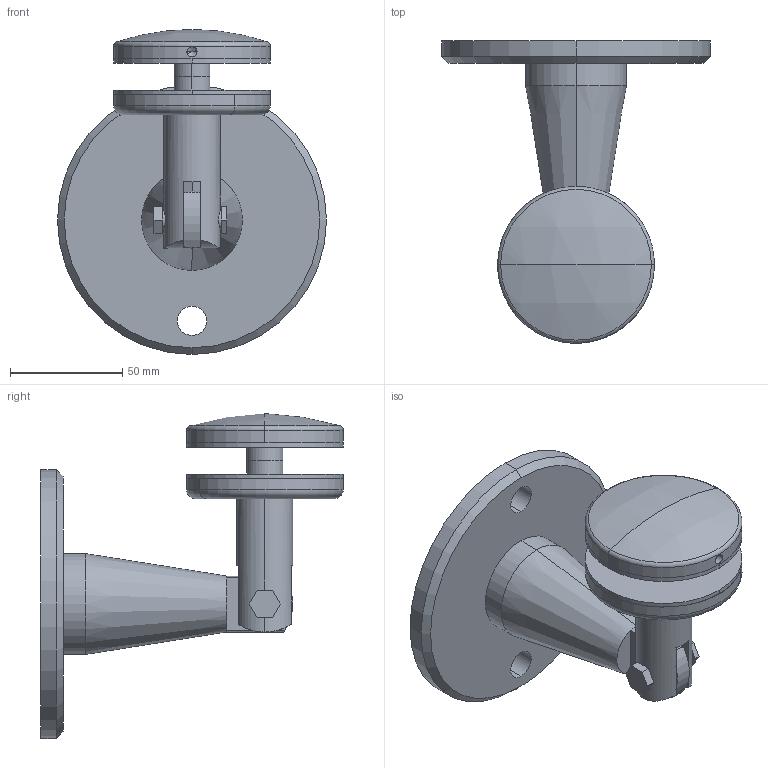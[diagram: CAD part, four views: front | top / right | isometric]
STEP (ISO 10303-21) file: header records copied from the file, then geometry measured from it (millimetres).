
FILE_DESCRIPTION (( 'STEP AP203' ), '1' );
FILE_NAME ('0100000000013159_29_A14_120-70-R.STEP', '2022-10-31T10:14:53', ( '' ), ( '' ), 'SwSTEP 2.0', 'SolidWorks 2019', '' );
FILE_SCHEMA (( 'CONFIG_CONTROL_DESIGN' ));
Length unit declared in the file: millimetre
Products named in the file (12): 0100000000013159_41_A14-120-70-R P7; 0100000000013159_42_A14-120-70-R P8; 0100000000013159_36_A14-120-70-R P2; 0100000000013159_40_A14-120-70-R P6; 0100000000013159_35_A14-120-70-R P1; 0100000000013159_29_A14_120-70-R; 0100000000013159_37_A14-120-70-R P3; 0100000000013159_38_A14-120-70-R P4; Skrutka DIN 913_SKRUTKA M10X50; Skrutka DIN 7991_Skrutka M10x 20 ; 0100000000013159_39_A14-120-70-R P5; 0100000000013159_43_A14-120-70-R P9
Assembly tree (14 placements, depth 2):
  0100000000013159_29_A14_120-70-R
    0100000000013159_35_A14-120-70-R P1
    0100000000013159_36_A14-120-70-R P2
    0100000000013159_37_A14-120-70-R P3
    0100000000013159_38_A14-120-70-R P4
    0100000000013159_39_A14-120-70-R P5
    0100000000013159_40_A14-120-70-R P6
    0100000000013159_41_A14-120-70-R P7
    0100000000013159_42_A14-120-70-R P8  x2
    0100000000013159_43_A14-120-70-R P9  x2
    Skrutka DIN 7991_Skrutka M10x 20   x2
    Skrutka DIN 913_SKRUTKA M10X50
Bounding box: 120 x 135.01 x 145.01 mm (x, y, z)
Volume: 304399.8 mm3; surface area: 89971.3 mm2
Topology: 14 solids, 14 shells, 194 faces, 432 edges, 265 vertices
Faces by surface type: cylinder 86, plane 68, cone 34, torus 4, sphere 2
Entity records: 6219 total; most frequent: CARTESIAN_POINT 1070, DIRECTION 869, ORIENTED_EDGE 724, EDGE_CURVE 362, AXIS2_PLACEMENT_3D 342, VERTEX_POINT 227, EDGE_LOOP 193, VECTOR 185
